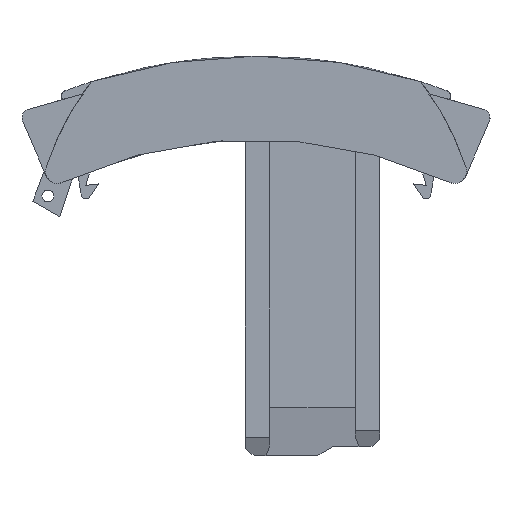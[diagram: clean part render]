
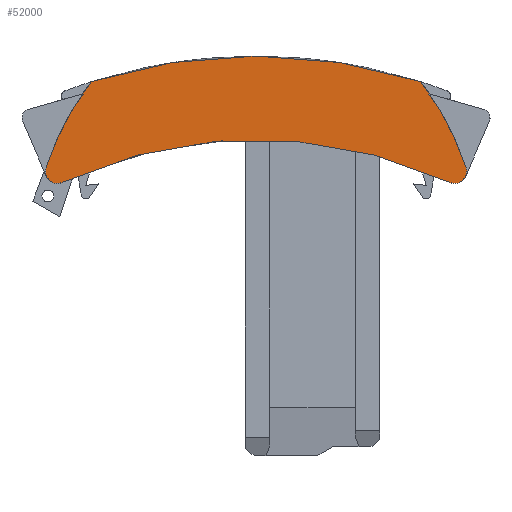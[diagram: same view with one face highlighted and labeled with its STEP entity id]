
A CAD part, left-side view. The second image highlights one B-rep face of the part: STEP entity #52000.
In plain terms, the highlighted face is planar.
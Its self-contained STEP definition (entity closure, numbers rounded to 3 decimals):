
#18220=CARTESIAN_POINT('',(-13.869,8.378,
24.45));
#18230=VERTEX_POINT('',#18220);
#18260=CARTESIAN_POINT('',(18.634,-61.647,
24.45));
#18270=DIRECTION('',(0.,0.,-1.));
#18280=DIRECTION('',(0.995,-0.105,
0.));
#18290=AXIS2_PLACEMENT_3D('',#18260,#18270,#18280);
#18300=CIRCLE('',#18290,77.2);
#18310=CARTESIAN_POINT('',(51.137,8.378,
24.45));
#18320=VERTEX_POINT('',#18310);
#18330=EDGE_CURVE('',#18230,#18320,#18300,.T.);
#21930=CARTESIAN_POINT('',(46.226,25.28,
24.45));
#21940=VERTEX_POINT('',#21930);
#21970=CARTESIAN_POINT('',(18.634,-61.647,
24.45));
#21980=DIRECTION('',(0.,0.,1.));
#21990=DIRECTION('',(-1.,0.,0.));
#22000=AXIS2_PLACEMENT_3D('',#21970,#21980,#21990);
#22010=CIRCLE('',#22000,91.2);
#22020=CARTESIAN_POINT('',(-8.957,25.28,
24.45));
#22030=VERTEX_POINT('',#22020);
#22040=EDGE_CURVE('',#21940,#22030,#22010,.T.);
#48730=CARTESIAN_POINT('',(53.883,10.805,
24.45));
#48740=VERTEX_POINT('',#48730);
#48770=CARTESIAN_POINT('',(9.144,-3.599,
24.45));
#48780=DIRECTION('',(0.,0.,-1.));
#48790=DIRECTION('',(0.994,-0.113,
0.));
#48800=AXIS2_PLACEMENT_3D('',#48770,#48780,#48790);
#48810=CIRCLE('',#48800,47.);
#48820=EDGE_CURVE('',#21940,#48740,#48810,.T.);
#50660=CARTESIAN_POINT('',(51.979,10.192,
24.45));
#50670=DIRECTION('',(0.,0.,-1.));
#50680=DIRECTION('',(-1.,0.,0.));
#50690=AXIS2_PLACEMENT_3D('',#50660,#50670,#50680);
#50700=CIRCLE('',#50690,2.);
#50710=EDGE_CURVE('',#48740,#18320,#50700,.T.);
#51730=CARTESIAN_POINT('',(18.634,16.053,
24.45));
#51740=DIRECTION('',(0.,0.,1.));
#51750=DIRECTION('',(1.,0.,0.));
#51760=AXIS2_PLACEMENT_3D('',#51730,#51740,#51750);
#51770=PLANE('',#51760);
#51780=CARTESIAN_POINT('',(28.124,-3.599,
24.45));
#51790=DIRECTION('',(0.,0.,1.));
#51800=DIRECTION('',(-0.994,-0.113,
0.));
#51810=AXIS2_PLACEMENT_3D('',#51780,#51790,#51800);
#51820=CIRCLE('',#51810,47.);
#51830=CARTESIAN_POINT('',(-16.614,10.805,
24.45));
#51840=VERTEX_POINT('',#51830);
#51850=EDGE_CURVE('',#22030,#51840,#51820,.T.);
#51860=ORIENTED_EDGE('',*,*,#51850,.T.);
#51870=ORIENTED_EDGE('',*,*,#22040,.T.);
#51880=ORIENTED_EDGE('',*,*,#48820,.F.);
#51890=ORIENTED_EDGE('',*,*,#50710,.F.);
#51900=ORIENTED_EDGE('',*,*,#18330,.T.);
#51910=CARTESIAN_POINT('',(-14.711,10.192,
24.45));
#51920=DIRECTION('',(0.,0.,1.));
#51930=DIRECTION('',(1.,0.,0.));
#51940=AXIS2_PLACEMENT_3D('',#51910,#51920,#51930);
#51950=CIRCLE('',#51940,2.);
#51960=EDGE_CURVE('',#51840,#18230,#51950,.T.);
#51970=ORIENTED_EDGE('',*,*,#51960,.T.);
#51980=EDGE_LOOP('',(#51970,#51900,#51890,#51880,#51870,#51860));
#51990=FACE_OUTER_BOUND('',#51980,.T.);
#52000=ADVANCED_FACE('',(#51990),#51770,.T.);
